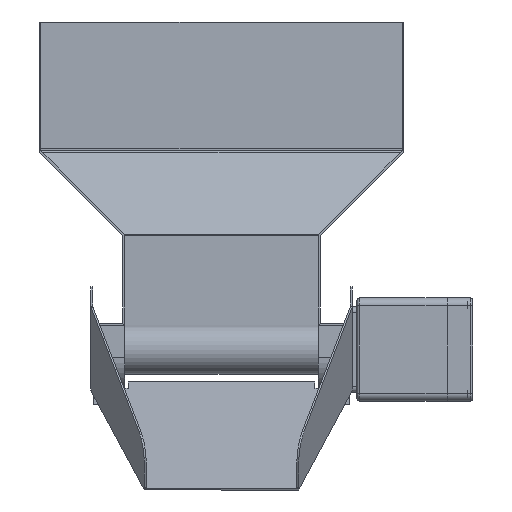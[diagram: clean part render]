
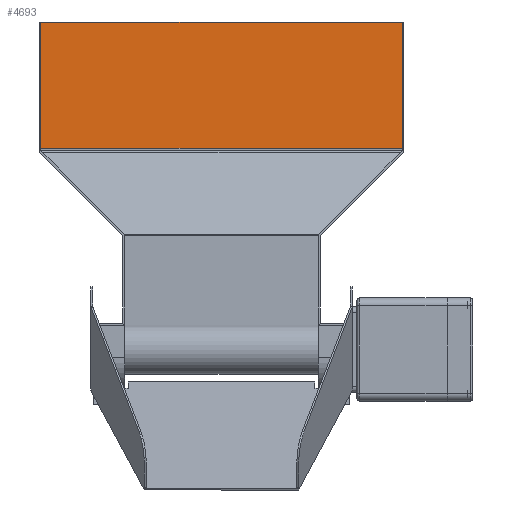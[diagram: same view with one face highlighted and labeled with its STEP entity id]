
A CAD part, front view. The second image highlights one B-rep face of the part: STEP entity #4693.
In plain terms, the highlighted planar face has unit normal (0, -1, 0).
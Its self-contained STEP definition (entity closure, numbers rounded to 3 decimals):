
#1173=ORIENTED_EDGE('',*,*,#2076,.F.);
#1174=ORIENTED_EDGE('',*,*,#2045,.T.);
#1175=ORIENTED_EDGE('',*,*,#2108,.F.);
#1176=ORIENTED_EDGE('',*,*,#2114,.F.);
#2045=EDGE_CURVE('',#2608,#2606,#3058,.T.);
#2076=EDGE_CURVE('',#2608,#2626,#3084,.T.);
#2108=EDGE_CURVE('',#2641,#2606,#3111,.T.);
#2114=EDGE_CURVE('',#2626,#2641,#3117,.T.);
#2606=VERTEX_POINT('',#7438);
#2608=VERTEX_POINT('',#7441);
#2626=VERTEX_POINT('',#7501);
#2641=VERTEX_POINT('',#7564);
#3058=LINE('',#7440,#3499);
#3084=LINE('',#7500,#3525);
#3111=LINE('',#7563,#3552);
#3117=LINE('',#7576,#3558);
#3499=VECTOR('',#5997,1000.);
#3525=VECTOR('',#6055,1000.);
#3552=VECTOR('',#6124,1000.);
#3558=VECTOR('',#6138,1000.);
#3872=EDGE_LOOP('',(#1173,#1174,#1175,#1176));
#4213=FACE_BOUND('',#3872,.T.);
#4492=PLANE('',#5109);
#4693=ADVANCED_FACE('',(#4213),#4492,.T.);
#5109=AXIS2_PLACEMENT_3D('',#7575,#6136,#6137);
#5997=DIRECTION('',(-1.,0.,0.));
#6055=DIRECTION('',(0.,0.,-1.));
#6124=DIRECTION('',(0.,0.,1.));
#6136=DIRECTION('',(0.,-1.,0.));
#6137=DIRECTION('',(0.,0.,-1.));
#6138=DIRECTION('',(-1.,0.,0.));
#7438=CARTESIAN_POINT('',(-140.,18.,0.));
#7440=CARTESIAN_POINT('',(519.184,18.,0.));
#7441=CARTESIAN_POINT('',(140.,18.,0.));
#7500=CARTESIAN_POINT('',(140.,18.,0.));
#7501=CARTESIAN_POINT('',(140.,18.,-98.));
#7563=CARTESIAN_POINT('',(-140.,18.,-98.));
#7564=CARTESIAN_POINT('',(-140.,18.,-98.));
#7575=CARTESIAN_POINT('',(519.184,18.,-98.));
#7576=CARTESIAN_POINT('',(519.184,18.,-98.));
